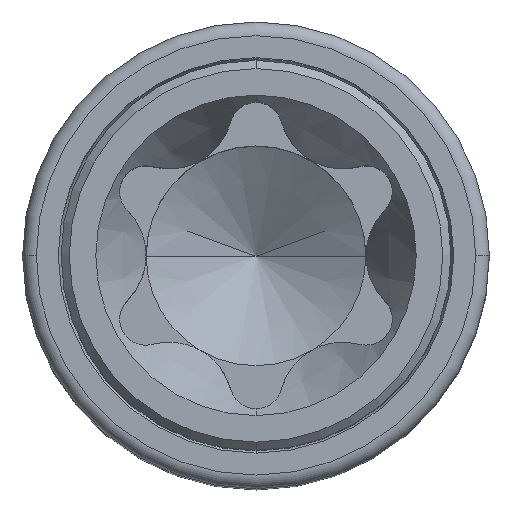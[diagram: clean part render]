
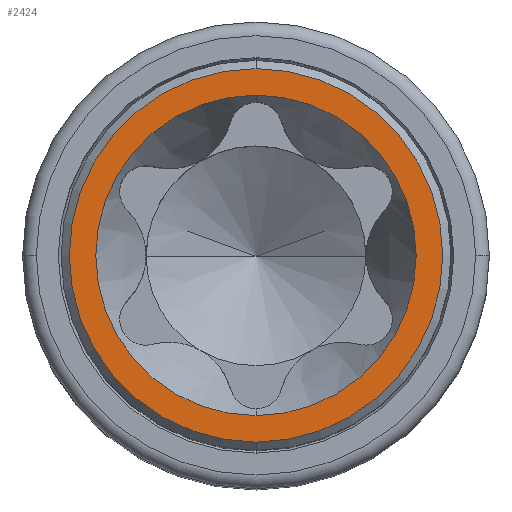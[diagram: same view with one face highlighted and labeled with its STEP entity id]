
A CAD part, top view. The second image highlights one B-rep face of the part: STEP entity #2424.
In plain terms, the highlighted planar face has unit normal (0, 0, 1).
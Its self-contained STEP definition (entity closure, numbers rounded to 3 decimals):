
#899=CARTESIAN_POINT('',(0.,0.,100.));
#900=DIRECTION('',(0.,0.,-1.));
#901=DIRECTION('',(0.,1.,0.));
#902=AXIS2_PLACEMENT_3D('',#899,#900,#901);
#904=CARTESIAN_POINT('',(0.,0.,100.));
#905=DIRECTION('',(0.,0.,-1.));
#906=DIRECTION('',(0.,-1.,0.));
#907=AXIS2_PLACEMENT_3D('',#904,#905,#906);
#909=CARTESIAN_POINT('',(0.,0.,100.));
#910=DIRECTION('',(0.,0.,1.));
#911=DIRECTION('',(0.,-1.,0.));
#912=AXIS2_PLACEMENT_3D('',#909,#910,#911);
#914=CARTESIAN_POINT('',(0.,0.,100.));
#915=DIRECTION('',(0.,0.,1.));
#916=DIRECTION('',(0.,1.,0.));
#917=AXIS2_PLACEMENT_3D('',#914,#915,#916);
#1325=CARTESIAN_POINT('',(0.,5.835,100.));
#1326=CARTESIAN_POINT('',(0.,-5.835,100.));
#1327=VERTEX_POINT('',#1325);
#1328=VERTEX_POINT('',#1326);
#1333=CARTESIAN_POINT('',(0.,-6.8,100.));
#1334=CARTESIAN_POINT('',(0.,6.8,100.));
#1335=VERTEX_POINT('',#1333);
#1336=VERTEX_POINT('',#1334);
#2408=CARTESIAN_POINT('',(0.,0.,100.));
#2409=DIRECTION('',(0.,0.,1.));
#2410=DIRECTION('',(0.,1.,0.));
#2411=AXIS2_PLACEMENT_3D('',#2408,#2409,#2410);
#2412=PLANE('',#2411);
#2413=ORIENTED_EDGE('',*,*,#2398,.F.);
#2415=ORIENTED_EDGE('',*,*,#2414,.F.);
#2416=EDGE_LOOP('',(#2413,#2415));
#2417=FACE_OUTER_BOUND('',#2416,.F.);
#2419=ORIENTED_EDGE('',*,*,#2418,.F.);
#2421=ORIENTED_EDGE('',*,*,#2420,.F.);
#2422=EDGE_LOOP('',(#2419,#2421));
#2423=FACE_BOUND('',#2422,.F.);
#2424=ADVANCED_FACE('',(#2417,#2423),#2412,.T.);
#903=CIRCLE('',#902,5.835);
#908=CIRCLE('',#907,5.835);
#913=CIRCLE('',#912,6.8);
#918=CIRCLE('',#917,6.8);
#2398=EDGE_CURVE('',#1335,#1336,#913,.T.);
#2414=EDGE_CURVE('',#1336,#1335,#918,.T.);
#2418=EDGE_CURVE('',#1327,#1328,#903,.T.);
#2420=EDGE_CURVE('',#1328,#1327,#908,.T.);
